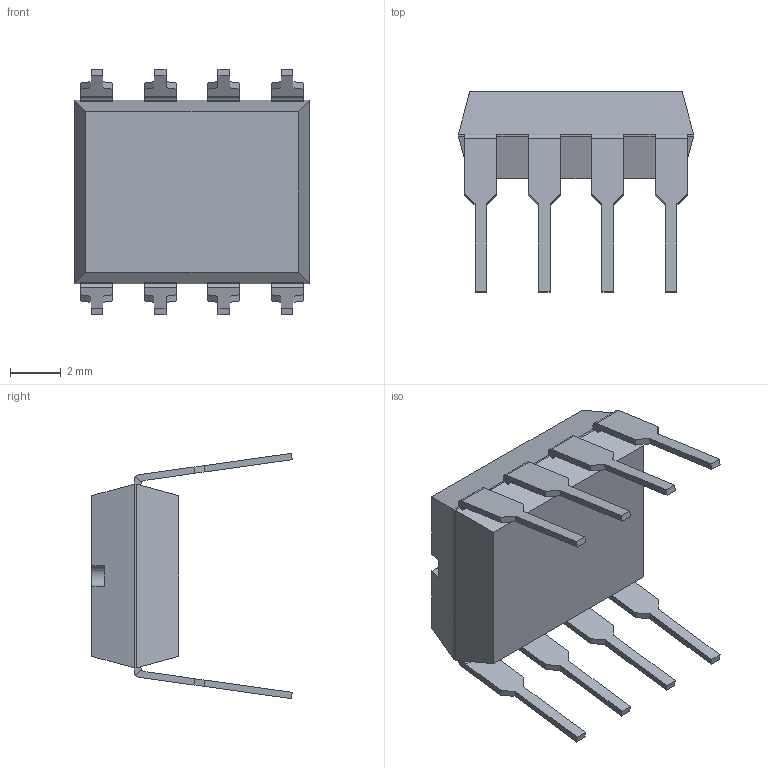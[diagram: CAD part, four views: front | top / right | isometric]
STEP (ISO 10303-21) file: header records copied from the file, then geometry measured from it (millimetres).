
FILE_DESCRIPTION (( 'STEP AP214' ), '1' );
FILE_NAME ('OP275 P.STEP', '2018-02-06T20:17:49', ( '' ), ( '' ), 'SwSTEP 2.0', 'SolidWorks 2017', '' );
FILE_SCHEMA (( 'AUTOMOTIVE_DESIGN' ));
Length unit declared in the file: millimetre
Products named in the file (1): OP275 P
Bounding box: 9.27 x 7.9 x 9.67 mm (x, y, z)
Volume: 216 mm3; surface area: 324.2 mm2
Topology: 1 solids, 1 shells, 397 faces, 1082 edges, 714 vertices
Faces by surface type: plane 273, bspline 106, cylinder 17, sphere 1
Entity records: 23014 total; most frequent: CARTESIAN_POINT 9391, ORIENTED_EDGE 2158, DIRECTION 1519, EDGE_CURVE 1079, VECTOR 799, LINE 799, VERTEX_POINT 712, EDGE_LOOP 425
